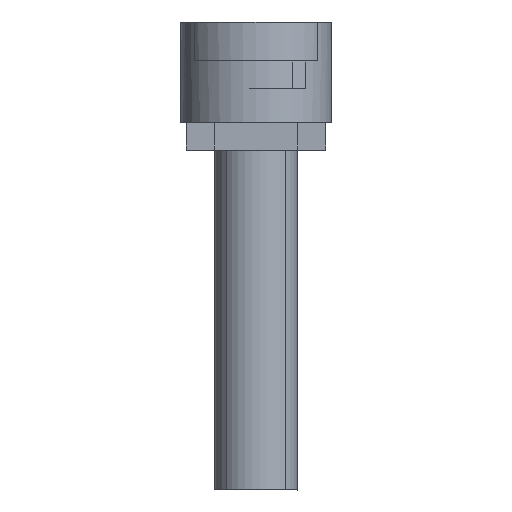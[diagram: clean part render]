
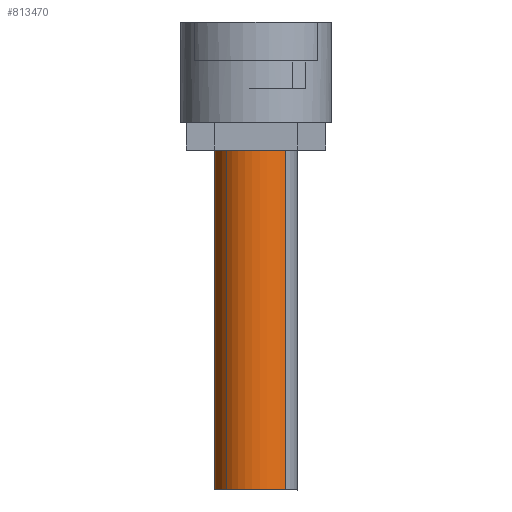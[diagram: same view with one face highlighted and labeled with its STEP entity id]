
A CAD part, left-side view. The second image highlights one B-rep face of the part: STEP entity #813470.
In plain terms, the highlighted cylindrical face has radius 1.5 mm (diameter 3 mm), a partial arc.
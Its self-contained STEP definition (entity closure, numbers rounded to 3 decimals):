
#510=CARTESIAN_POINT('',(55.35,0.,0.));
#520=DIRECTION('',(0.,0.,1.));
#530=DIRECTION('',(-1.,0.,0.));
#540=AXIS2_PLACEMENT_3D('',#510,#520,#530);
#550=CIRCLE('',#540,1.5);
#560=CARTESIAN_POINT('',(54.289,-1.061,0.));
#570=VERTEX_POINT('',#560);
#580=CARTESIAN_POINT('',(56.411,1.061,0.));
#590=VERTEX_POINT('',#580);
#600=EDGE_CURVE('',#570,#590,#550,.T.);
#810420=CARTESIAN_POINT('',(54.289,-1.061,
-5.6));
#810430=DIRECTION('',(0.,0.,-1.));
#810440=VECTOR('',#810430,1.);
#810450=LINE('',#810420,#810440);
#810460=CARTESIAN_POINT('',(54.289,-1.061,
-12.2));
#810470=VERTEX_POINT('',#810460);
#810480=EDGE_CURVE('',#570,#810470,#810450,.T.);
#810500=CARTESIAN_POINT('',(55.35,0.,
-12.2));
#810510=DIRECTION('',(0.,0.,-1.));
#810520=DIRECTION('',(-0.707,-0.707,
0.));
#810530=AXIS2_PLACEMENT_3D('',#810500,#810510,#810520);
#810540=CIRCLE('',#810530,1.5);
#810550=CARTESIAN_POINT('',(56.411,1.061,
-12.2));
#810560=VERTEX_POINT('',#810550);
#810590=CARTESIAN_POINT('',(56.411,1.061,
-5.6));
#810600=DIRECTION('',(0.,0.,-1.));
#810610=VECTOR('',#810600,1.);
#810620=LINE('',#810590,#810610);
#810630=EDGE_CURVE('',#590,#810560,#810620,.T.);
#811770=EDGE_CURVE('',#810560,#810470,#810540,.T.);
#813360=CARTESIAN_POINT('',(55.35,0.,
-5.6));
#813370=DIRECTION('',(0.,0.,-1.));
#813380=DIRECTION('',(-0.707,-0.707,
0.));
#813390=AXIS2_PLACEMENT_3D('',#813360,#813370,#813380);
#813400=CYLINDRICAL_SURFACE('',#813390,1.5);
#813410=ORIENTED_EDGE('',*,*,#810480,.T.);
#813420=ORIENTED_EDGE('',*,*,#600,.F.);
#813430=ORIENTED_EDGE('',*,*,#810630,.F.);
#813440=ORIENTED_EDGE('',*,*,#811770,.F.);
#813450=EDGE_LOOP('',(#813440,#813430,#813420,#813410));
#813460=FACE_OUTER_BOUND('',#813450,.T.);
#813470=ADVANCED_FACE('',(#813460),#813400,.T.);
